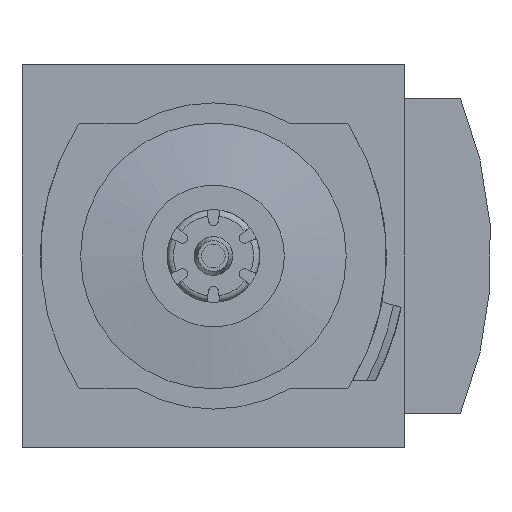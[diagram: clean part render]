
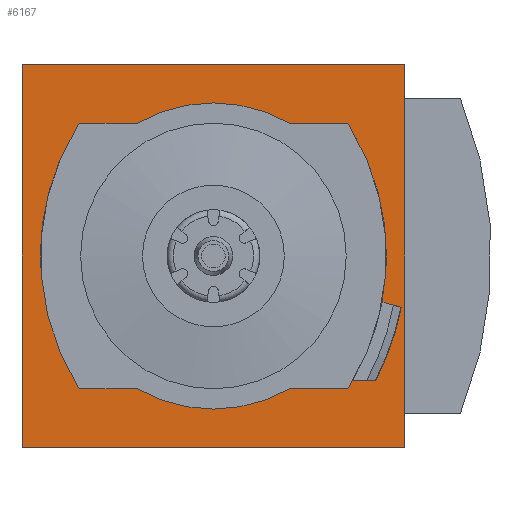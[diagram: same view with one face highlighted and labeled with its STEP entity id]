
A CAD part, front view. The second image highlights one B-rep face of the part: STEP entity #6167.
In plain terms, the highlighted planar face has unit normal (0, -1, 0).
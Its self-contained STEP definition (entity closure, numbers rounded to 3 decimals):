
#117=PLANE('',#6471);
#456=LINE('',#8684,#964);
#457=LINE('',#8687,#965);
#458=LINE('',#8689,#966);
#459=LINE('',#8691,#967);
#460=LINE('',#8692,#968);
#461=LINE('',#8696,#969);
#462=LINE('',#8699,#970);
#463=LINE('',#8703,#971);
#464=LINE('',#8708,#972);
#465=LINE('',#8712,#973);
#964=VECTOR('',#7193,1000.);
#965=VECTOR('',#7194,1000.);
#966=VECTOR('',#7195,1000.);
#967=VECTOR('',#7196,1000.);
#968=VECTOR('',#7197,1000.);
#969=VECTOR('',#7200,1000.);
#970=VECTOR('',#7203,1000.);
#971=VECTOR('',#7206,1000.);
#972=VECTOR('',#7211,1000.);
#973=VECTOR('',#7214,1000.);
#1297=CIRCLE('',#6463,40.);
#1299=CIRCLE('',#6465,40.);
#1303=CIRCLE('',#6470,40.);
#1304=CIRCLE('',#6472,41.2);
#1305=CIRCLE('',#6473,0.5);
#1306=CIRCLE('',#6474,24.8);
#1307=CIRCLE('',#6475,0.5);
#1308=CIRCLE('',#6476,0.5);
#1309=CIRCLE('',#6477,24.8);
#1310=CIRCLE('',#6478,0.5);
#1774=ORIENTED_EDGE('',*,*,#3026,.F.);
#1775=ORIENTED_EDGE('',*,*,#3027,.F.);
#1776=ORIENTED_EDGE('',*,*,#3028,.F.);
#1777=ORIENTED_EDGE('',*,*,#3029,.F.);
#1778=ORIENTED_EDGE('',*,*,#3015,.T.);
#1779=ORIENTED_EDGE('',*,*,#3030,.F.);
#1780=ORIENTED_EDGE('',*,*,#3031,.F.);
#1781=ORIENTED_EDGE('',*,*,#3032,.F.);
#1782=ORIENTED_EDGE('',*,*,#3011,.T.);
#1783=ORIENTED_EDGE('',*,*,#3033,.T.);
#1784=ORIENTED_EDGE('',*,*,#3034,.T.);
#1785=ORIENTED_EDGE('',*,*,#3035,.T.);
#1786=ORIENTED_EDGE('',*,*,#3036,.T.);
#1787=ORIENTED_EDGE('',*,*,#3037,.T.);
#1788=ORIENTED_EDGE('',*,*,#3023,.T.);
#1789=ORIENTED_EDGE('',*,*,#3038,.T.);
#1790=ORIENTED_EDGE('',*,*,#3039,.T.);
#1791=ORIENTED_EDGE('',*,*,#3040,.T.);
#1792=ORIENTED_EDGE('',*,*,#3041,.T.);
#1793=ORIENTED_EDGE('',*,*,#3042,.T.);
#3011=EDGE_CURVE('',#3638,#3637,#1297,.T.);
#3015=EDGE_CURVE('',#3634,#3641,#1299,.T.);
#3023=EDGE_CURVE('',#3646,#3649,#1303,.T.);
#3026=EDGE_CURVE('',#3650,#3651,#456,.T.);
#3027=EDGE_CURVE('',#3652,#3650,#457,.T.);
#3028=EDGE_CURVE('',#3653,#3652,#458,.T.);
#3029=EDGE_CURVE('',#3651,#3653,#459,.T.);
#3030=EDGE_CURVE('',#3654,#3641,#460,.T.);
#3031=EDGE_CURVE('',#3655,#3654,#1304,.F.);
#3032=EDGE_CURVE('',#3638,#3655,#461,.T.);
#3033=EDGE_CURVE('',#3637,#3656,#1305,.T.);
#3034=EDGE_CURVE('',#3656,#3657,#462,.T.);
#3035=EDGE_CURVE('',#3657,#3658,#1306,.T.);
#3036=EDGE_CURVE('',#3658,#3659,#463,.T.);
#3037=EDGE_CURVE('',#3659,#3646,#1307,.T.);
#3038=EDGE_CURVE('',#3649,#3660,#1308,.T.);
#3039=EDGE_CURVE('',#3660,#3661,#464,.T.);
#3040=EDGE_CURVE('',#3661,#3662,#1309,.T.);
#3041=EDGE_CURVE('',#3662,#3663,#465,.T.);
#3042=EDGE_CURVE('',#3663,#3634,#1310,.T.);
#3634=VERTEX_POINT('',#8649);
#3637=VERTEX_POINT('',#8654);
#3638=VERTEX_POINT('',#8656);
#3641=VERTEX_POINT('',#8662);
#3646=VERTEX_POINT('',#8674);
#3649=VERTEX_POINT('',#8679);
#3650=VERTEX_POINT('',#8685);
#3651=VERTEX_POINT('',#8686);
#3652=VERTEX_POINT('',#8688);
#3653=VERTEX_POINT('',#8690);
#3654=VERTEX_POINT('',#8693);
#3655=VERTEX_POINT('',#8695);
#3656=VERTEX_POINT('',#8698);
#3657=VERTEX_POINT('',#8700);
#3658=VERTEX_POINT('',#8702);
#3659=VERTEX_POINT('',#8704);
#3660=VERTEX_POINT('',#8707);
#3661=VERTEX_POINT('',#8709);
#3662=VERTEX_POINT('',#8711);
#3663=VERTEX_POINT('',#8713);
#4009=EDGE_LOOP('',(#1774,#1775,#1776,#1777));
#4010=EDGE_LOOP('',(#1778,#1779,#1780,#1781,#1782,#1783,#1784,#1785,#1786,
#1787,#1788,#1789,#1790,#1791,#1792,#1793));
#4304=FACE_BOUND('',#4009,.T.);
#4305=FACE_BOUND('',#4010,.T.);
#6167=ADVANCED_FACE('',(#4304,#4305),#117,.F.);
#6463=AXIS2_PLACEMENT_3D('',#8655,#7167,#7168);
#6465=AXIS2_PLACEMENT_3D('',#8663,#7173,#7174);
#6470=AXIS2_PLACEMENT_3D('',#8680,#7187,#7188);
#6471=AXIS2_PLACEMENT_3D('',#8683,#7191,#7192);
#6472=AXIS2_PLACEMENT_3D('',#8694,#7198,#7199);
#6473=AXIS2_PLACEMENT_3D('',#8697,#7201,#7202);
#6474=AXIS2_PLACEMENT_3D('',#8701,#7204,#7205);
#6475=AXIS2_PLACEMENT_3D('',#8705,#7207,#7208);
#6476=AXIS2_PLACEMENT_3D('',#8706,#7209,#7210);
#6477=AXIS2_PLACEMENT_3D('',#8710,#7212,#7213);
#6478=AXIS2_PLACEMENT_3D('',#8714,#7215,#7216);
#7167=DIRECTION('',(0.,1.,0.));
#7168=DIRECTION('',(1.,0.,0.));
#7173=DIRECTION('',(0.,1.,0.));
#7174=DIRECTION('',(1.,0.,0.));
#7187=DIRECTION('',(0.,1.,0.));
#7188=DIRECTION('',(1.,0.,0.));
#7191=DIRECTION('',(0.,1.,0.));
#7192=DIRECTION('',(0.,0.,1.));
#7193=DIRECTION('',(-1.,0.,0.));
#7194=DIRECTION('',(0.,0.,-1.));
#7195=DIRECTION('',(1.,0.,0.));
#7196=DIRECTION('',(0.,0.,1.));
#7197=DIRECTION('',(-0.966,0.,0.259));
#7198=DIRECTION('',(0.,1.,0.));
#7199=DIRECTION('',(0.,0.,1.));
#7200=DIRECTION('',(1.,0.,0.));
#7201=DIRECTION('',(0.,1.,0.));
#7202=DIRECTION('',(1.,0.,0.));
#7203=DIRECTION('',(-1.,0.,0.));
#7204=DIRECTION('',(0.,1.,0.));
#7205=DIRECTION('',(1.,0.,0.));
#7206=DIRECTION('',(-1.,0.,0.));
#7207=DIRECTION('',(0.,1.,0.));
#7208=DIRECTION('',(1.,0.,0.));
#7209=DIRECTION('',(0.,1.,0.));
#7210=DIRECTION('',(1.,0.,0.));
#7211=DIRECTION('',(1.,0.,0.));
#7212=DIRECTION('',(0.,1.,0.));
#7213=DIRECTION('',(1.,0.,0.));
#7214=DIRECTION('',(1.,0.,0.));
#7215=DIRECTION('',(0.,1.,0.));
#7216=DIRECTION('',(1.,0.,0.));
#8649=CARTESIAN_POINT('',(21.879,-45.5,21.266));
#8654=CARTESIAN_POINT('',(21.879,-45.5,-21.266));
#8655=CARTESIAN_POINT('',(-12.,-45.5,0.));
#8656=CARTESIAN_POINT('',(22.554,-45.5,-20.15));
#8662=CARTESIAN_POINT('',(27.298,-45.5,-7.463));
#8663=CARTESIAN_POINT('',(-12.,-45.5,0.));
#8674=CARTESIAN_POINT('',(-21.879,-45.5,-21.266));
#8679=CARTESIAN_POINT('',(-21.879,-45.5,21.266));
#8680=CARTESIAN_POINT('',(12.,-45.5,0.));
#8683=CARTESIAN_POINT('',(0.,-45.5,0.));
#8684=CARTESIAN_POINT('',(31.,-45.5,-31.));
#8685=CARTESIAN_POINT('',(31.,-45.5,-31.));
#8686=CARTESIAN_POINT('',(-31.,-45.5,-31.));
#8687=CARTESIAN_POINT('',(31.,-45.5,31.));
#8688=CARTESIAN_POINT('',(31.,-45.5,31.));
#8689=CARTESIAN_POINT('',(-31.,-45.5,31.));
#8690=CARTESIAN_POINT('',(-31.,-45.5,31.));
#8691=CARTESIAN_POINT('',(-31.,-45.5,-31.));
#8692=CARTESIAN_POINT('',(30.42,-45.5,-8.3));
#8693=CARTESIAN_POINT('',(28.487,-45.5,-7.782));
#8694=CARTESIAN_POINT('',(-12.,-45.5,-0.15));
#8695=CARTESIAN_POINT('',(24.02,-45.5,-20.15));
#8696=CARTESIAN_POINT('',(0.,-45.5,-20.15));
#8697=CARTESIAN_POINT('',(21.455,-45.5,-21.));
#8698=CARTESIAN_POINT('',(21.455,-45.5,-21.5));
#8699=CARTESIAN_POINT('',(21.455,-45.5,-21.5));
#8700=CARTESIAN_POINT('',(12.361,-45.5,-21.5));
#8701=CARTESIAN_POINT('',(0.,-45.5,0.));
#8702=CARTESIAN_POINT('',(-12.361,-45.5,-21.5));
#8703=CARTESIAN_POINT('',(-12.361,-45.5,-21.5));
#8704=CARTESIAN_POINT('',(-21.455,-45.5,-21.5));
#8705=CARTESIAN_POINT('',(-21.455,-45.5,-21.));
#8706=CARTESIAN_POINT('',(-21.455,-45.5,21.));
#8707=CARTESIAN_POINT('',(-21.455,-45.5,21.5));
#8708=CARTESIAN_POINT('',(-21.455,-45.5,21.5));
#8709=CARTESIAN_POINT('',(-12.361,-45.5,21.5));
#8710=CARTESIAN_POINT('',(0.,-45.5,0.));
#8711=CARTESIAN_POINT('',(12.361,-45.5,21.5));
#8712=CARTESIAN_POINT('',(12.361,-45.5,21.5));
#8713=CARTESIAN_POINT('',(21.455,-45.5,21.5));
#8714=CARTESIAN_POINT('',(21.455,-45.5,21.));
